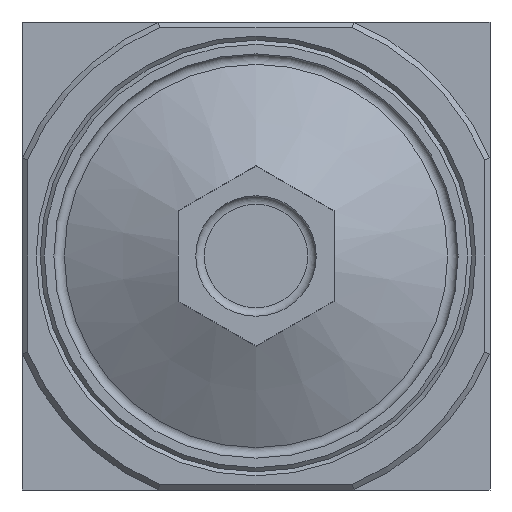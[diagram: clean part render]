
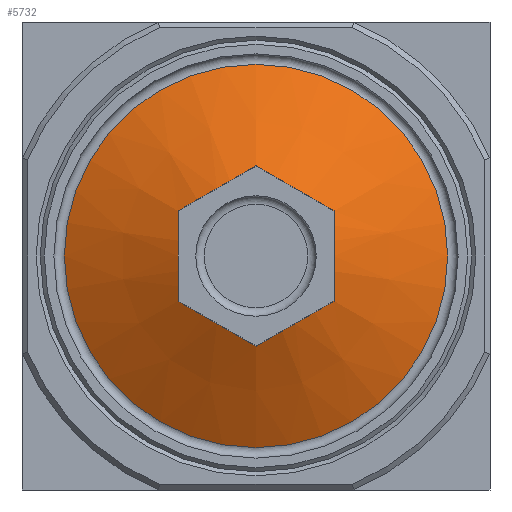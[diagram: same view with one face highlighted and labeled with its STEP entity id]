
A CAD part, front view. The second image highlights one B-rep face of the part: STEP entity #5732.
In plain terms, the highlighted conical face has half-angle 62 degrees and reference radius 27.03 mm.
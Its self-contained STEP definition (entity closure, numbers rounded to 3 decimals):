
#40=CONICAL_SURFACE('',#6160,27.031,1.082);
#263=B_SPLINE_CURVE_WITH_KNOTS('',3,(#8901,#8902,#8903,#8904,#8905,#8906),
 .UNSPECIFIED.,.F.,.F.,(4,1,1,4),(0.,0.006,
0.01,0.013),.UNSPECIFIED.);
#264=B_SPLINE_CURVE_WITH_KNOTS('',3,(#8909,#8910,#8911,#8912,#8913,#8914),
 .UNSPECIFIED.,.F.,.F.,(4,1,1,4),(0.,0.006,
0.01,0.013),.UNSPECIFIED.);
#265=B_SPLINE_CURVE_WITH_KNOTS('',3,(#8916,#8917,#8918,#8919,#8920,#8921),
 .UNSPECIFIED.,.F.,.F.,(4,1,1,4),(0.016,0.023,
0.026,0.029),.UNSPECIFIED.);
#266=B_SPLINE_CURVE_WITH_KNOTS('',3,(#8923,#8924,#8925,#8926,#8927,#8928),
 .UNSPECIFIED.,.F.,.F.,(4,1,1,4),(0.,0.006,
0.01,0.013),.UNSPECIFIED.);
#267=B_SPLINE_CURVE_WITH_KNOTS('',3,(#8930,#8931,#8932,#8933,#8934,#8935),
 .UNSPECIFIED.,.F.,.F.,(4,1,1,4),(0.,0.006,
0.01,0.013),.UNSPECIFIED.);
#268=B_SPLINE_CURVE_WITH_KNOTS('',3,(#8937,#8938,#8939,#8940,#8941,#8942),
 .UNSPECIFIED.,.F.,.F.,(4,1,1,4),(0.016,0.023,
0.026,0.029),.UNSPECIFIED.);
#1325=ORIENTED_EDGE('',*,*,#2327,.F.);
#1326=ORIENTED_EDGE('',*,*,#2328,.F.);
#1327=ORIENTED_EDGE('',*,*,#2329,.F.);
#1328=ORIENTED_EDGE('',*,*,#2330,.F.);
#1329=ORIENTED_EDGE('',*,*,#2331,.F.);
#1330=ORIENTED_EDGE('',*,*,#2332,.F.);
#1331=ORIENTED_EDGE('',*,*,#2333,.T.);
#2327=EDGE_CURVE('',#2804,#2805,#263,.T.);
#2328=EDGE_CURVE('',#2806,#2804,#264,.T.);
#2329=EDGE_CURVE('',#2807,#2806,#265,.T.);
#2330=EDGE_CURVE('',#2808,#2807,#266,.T.);
#2331=EDGE_CURVE('',#2809,#2808,#267,.T.);
#2332=EDGE_CURVE('',#2805,#2809,#268,.T.);
#2333=EDGE_CURVE('',#2810,#2810,#3107,.T.);
#2804=VERTEX_POINT('',#8907);
#2805=VERTEX_POINT('',#8908);
#2806=VERTEX_POINT('',#8915);
#2807=VERTEX_POINT('',#8922);
#2808=VERTEX_POINT('',#8929);
#2809=VERTEX_POINT('',#8936);
#2810=VERTEX_POINT('',#8944);
#3107=CIRCLE('',#6161,27.031);
#3329=EDGE_LOOP('',(#1325,#1326,#1327,#1328,#1329,#1330));
#3330=EDGE_LOOP('',(#1331));
#3677=FACE_BOUND('',#3329,.T.);
#3678=FACE_BOUND('',#3330,.T.);
#5732=ADVANCED_FACE('',(#3677,#3678),#40,.T.);
#6160=AXIS2_PLACEMENT_3D('',#8900,#7042,#7043);
#6161=AXIS2_PLACEMENT_3D('',#8943,#7044,#7045);
#7042=DIRECTION('',(0.,1.,0.));
#7043=DIRECTION('',(0.,0.,1.));
#7044=DIRECTION('',(0.,-1.,0.));
#7045=DIRECTION('',(0.,0.,-1.));
#8900=CARTESIAN_POINT('',(0.,-28.876,0.));
#8901=CARTESIAN_POINT('',(12.702,-36.495,0.));
#8902=CARTESIAN_POINT('',(11.662,-37.048,1.802));
#8903=CARTESIAN_POINT('',(10.073,-37.574,4.554));
#8904=CARTESIAN_POINT('',(7.917,-37.228,8.287));
#8905=CARTESIAN_POINT('',(6.871,-36.772,10.098));
#8906=CARTESIAN_POINT('',(6.351,-36.495,11.));
#8907=CARTESIAN_POINT('',(12.702,-36.495,0.));
#8908=CARTESIAN_POINT('',(6.351,-36.495,11.));
#8909=CARTESIAN_POINT('',(6.351,-36.495,-11.));
#8910=CARTESIAN_POINT('',(7.391,-37.048,-9.198));
#8911=CARTESIAN_POINT('',(8.98,-37.574,-6.446));
#8912=CARTESIAN_POINT('',(11.135,-37.228,-2.713));
#8913=CARTESIAN_POINT('',(12.181,-36.772,-0.902));
#8914=CARTESIAN_POINT('',(12.702,-36.495,0.));
#8915=CARTESIAN_POINT('',(6.351,-36.495,-11.));
#8916=CARTESIAN_POINT('',(-6.351,-36.495,-11.));
#8917=CARTESIAN_POINT('',(-4.278,-37.046,-11.));
#8918=CARTESIAN_POINT('',(-1.115,-37.574,-11.));
#8919=CARTESIAN_POINT('',(3.23,-37.227,-11.));
#8920=CARTESIAN_POINT('',(5.315,-36.771,-11.));
#8921=CARTESIAN_POINT('',(6.351,-36.495,-11.));
#8922=CARTESIAN_POINT('',(-6.351,-36.495,-11.));
#8923=CARTESIAN_POINT('',(-12.702,-36.495,0.));
#8924=CARTESIAN_POINT('',(-11.662,-37.048,-1.802));
#8925=CARTESIAN_POINT('',(-10.073,-37.574,-4.554));
#8926=CARTESIAN_POINT('',(-7.917,-37.228,-8.287));
#8927=CARTESIAN_POINT('',(-6.871,-36.772,-10.098));
#8928=CARTESIAN_POINT('',(-6.351,-36.495,-11.));
#8929=CARTESIAN_POINT('',(-12.702,-36.495,0.));
#8930=CARTESIAN_POINT('',(-6.351,-36.495,11.));
#8931=CARTESIAN_POINT('',(-7.391,-37.048,9.198));
#8932=CARTESIAN_POINT('',(-8.98,-37.574,6.446));
#8933=CARTESIAN_POINT('',(-11.135,-37.228,2.713));
#8934=CARTESIAN_POINT('',(-12.181,-36.772,0.902));
#8935=CARTESIAN_POINT('',(-12.702,-36.495,0.));
#8936=CARTESIAN_POINT('',(-6.351,-36.495,11.));
#8937=CARTESIAN_POINT('',(6.351,-36.495,11.));
#8938=CARTESIAN_POINT('',(4.278,-37.046,11.));
#8939=CARTESIAN_POINT('',(1.115,-37.574,11.));
#8940=CARTESIAN_POINT('',(-3.23,-37.227,11.));
#8941=CARTESIAN_POINT('',(-5.315,-36.771,11.));
#8942=CARTESIAN_POINT('',(-6.351,-36.495,11.));
#8943=CARTESIAN_POINT('',(0.,-28.876,0.));
#8944=CARTESIAN_POINT('',(0.,-28.876,-27.031));
